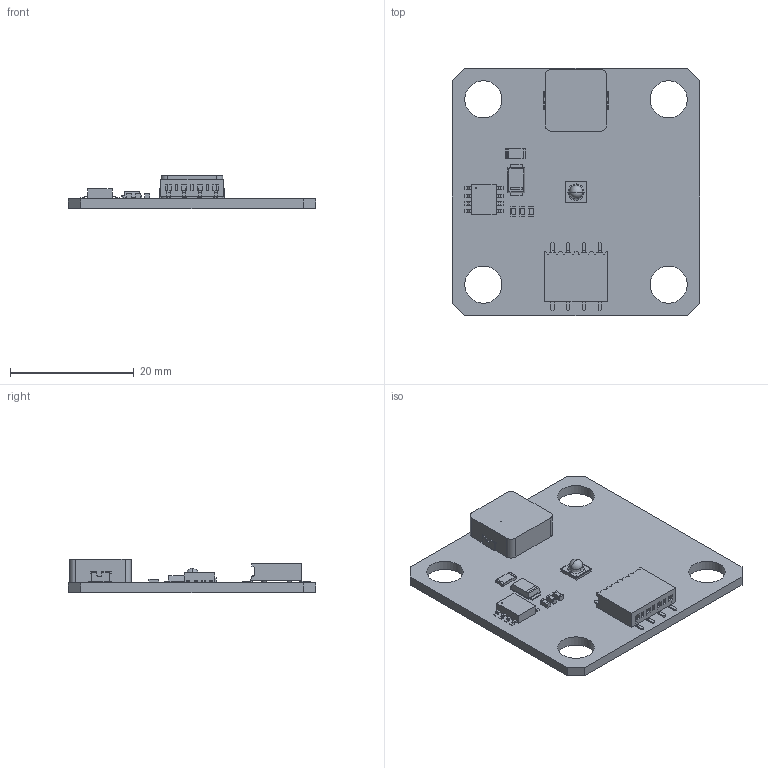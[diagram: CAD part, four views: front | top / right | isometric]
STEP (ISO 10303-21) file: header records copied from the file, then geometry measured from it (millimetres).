
FILE_DESCRIPTION(('KiCad electronic assembly'),'2;1');
FILE_NAME('Thorlabs 30 mm Cage Plate LED MCPCB.step', '2023-11-29T13:13:59',('Pcbnew'),('Kicad'), 'Open CASCADE STEP processor 7.5','KiCad to STEP converter','Unknown' );
FILE_SCHEMA(('AUTOMOTIVE_DESIGN { 1 0 10303 214 1 1 1 1 }'));
Length unit declared in the file: millimetre
Products named in the file (16): Thorlabs 30 mm Cage Plate LED MCPCB 1; R_1206_3216Metric; SOLID; SSM-104-L-SH; COMPOUND; SST-10-IRD-B90H-S810; C_0603_1608Metric; SO-8EP_3P9X4P95_DIO; SRP 1038A series; CFP5_SOD128_NEX; 30 mm Cage Plate LED MCPCB PCB
Assembly tree (17 placements, depth 3):
  Thorlabs 30 mm Cage Plate LED MCPCB 1
    R_1206_3216Metric
      SOLID
    SSM-104-L-SH
      COMPOUND
    SST-10-IRD-B90H-S810
      COMPOUND
    C_0603_1608Metric  x3
      SOLID
    SO-8EP_3P9X4P95_DIO
      COMPOUND
    SRP 1038A series
      COMPOUND
    CFP5_SOD128_NEX
      COMPOUND
    30 mm Cage Plate LED MCPCB PCB
Bounding box: 40 x 40 x 5.4 mm (x, y, z)
Volume: 3044.7 mm3; surface area: 4712 mm2
Topology: 31 solids, 31 shells, 692 faces, 1830 edges, 1207 vertices
Faces by surface type: plane 509, cylinder 160, sphere 10, torus 6, bspline 5, cone 2
Full cylindrical faces by diameter (mm): 0.196 x1, 6 x4
Entity records: 44820 total; most frequent: CARTESIAN_POINT 8985, DIRECTION 6472, LINE 4357, VECTOR 4357, ORIENTED_EDGE 3336, PCURVE 3336, DEFINITIONAL_REPRESENTATION 3336, EDGE_CURVE 1668
